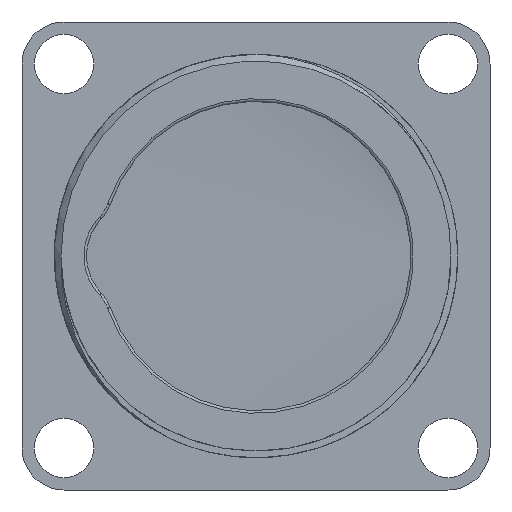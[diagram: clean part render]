
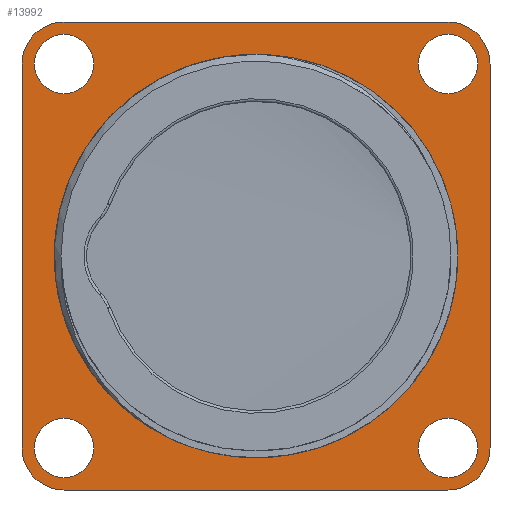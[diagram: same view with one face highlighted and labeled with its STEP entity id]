
A CAD part, left-side view. The second image highlights one B-rep face of the part: STEP entity #13992.
In plain terms, the highlighted planar face has unit normal (-1, 0, 0).
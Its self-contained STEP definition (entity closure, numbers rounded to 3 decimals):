
#324=FACE_BOUND('',#2181,.T.);
#325=FACE_BOUND('',#2182,.T.);
#326=FACE_BOUND('',#2183,.T.);
#327=FACE_BOUND('',#2184,.T.);
#328=FACE_BOUND('',#2185,.T.);
#478=PLANE('',#14904);
#788=CIRCLE('',#14746,13.5);
#789=CIRCLE('',#14747,13.5);
#807=CIRCLE('',#14774,2.2);
#808=CIRCLE('',#14775,2.2);
#810=CIRCLE('',#14778,2.2);
#811=CIRCLE('',#14779,2.2);
#813=CIRCLE('',#14782,2.2);
#814=CIRCLE('',#14783,2.2);
#816=CIRCLE('',#14786,2.2);
#817=CIRCLE('',#14787,2.2);
#900=CIRCLE('',#14905,3.125);
#901=CIRCLE('',#14906,3.125);
#902=CIRCLE('',#14907,3.125);
#903=CIRCLE('',#14908,3.125);
#1424=FACE_OUTER_BOUND('',#2180,.T.);
#2180=EDGE_LOOP('',(#9232,#9233,#9234,#9235,#9236,#9237,#9238,#9239));
#2181=EDGE_LOOP('',(#9240,#9241));
#2182=EDGE_LOOP('',(#9242,#9243));
#2183=EDGE_LOOP('',(#9244,#9245));
#2184=EDGE_LOOP('',(#9246,#9247));
#2185=EDGE_LOOP('',(#9248,#9249));
#3495=LINE('',#19599,#4450);
#3499=LINE('',#19608,#4454);
#3525=LINE('',#19982,#4480);
#3526=LINE('',#19989,#4481);
#4450=VECTOR('',#16035,10.);
#4454=VECTOR('',#16041,10.);
#4480=VECTOR('',#16329,10.);
#4481=VECTOR('',#16338,10.);
#5445=VERTEX_POINT('',#19416);
#5446=VERTEX_POINT('',#19418);
#5462=VERTEX_POINT('',#19596);
#5463=VERTEX_POINT('',#19598);
#5466=VERTEX_POINT('',#19605);
#5467=VERTEX_POINT('',#19607);
#5469=VERTEX_POINT('',#19613);
#5470=VERTEX_POINT('',#19614);
#5472=VERTEX_POINT('',#19621);
#5473=VERTEX_POINT('',#19622);
#5475=VERTEX_POINT('',#19629);
#5476=VERTEX_POINT('',#19630);
#5478=VERTEX_POINT('',#19637);
#5479=VERTEX_POINT('',#19638);
#5549=VERTEX_POINT('',#19978);
#5550=VERTEX_POINT('',#19980);
#5551=VERTEX_POINT('',#19986);
#5552=VERTEX_POINT('',#19988);
#6892=EDGE_CURVE('',#5445,#5446,#788,.T.);
#6893=EDGE_CURVE('',#5446,#5445,#789,.T.);
#6916=EDGE_CURVE('',#5462,#5463,#3495,.T.);
#6920=EDGE_CURVE('',#5466,#5467,#3499,.T.);
#6923=EDGE_CURVE('',#5469,#5470,#807,.T.);
#6924=EDGE_CURVE('',#5470,#5469,#808,.T.);
#6927=EDGE_CURVE('',#5472,#5473,#810,.T.);
#6928=EDGE_CURVE('',#5473,#5472,#811,.T.);
#6931=EDGE_CURVE('',#5475,#5476,#813,.T.);
#6932=EDGE_CURVE('',#5476,#5475,#814,.T.);
#6935=EDGE_CURVE('',#5478,#5479,#816,.T.);
#6936=EDGE_CURVE('',#5479,#5478,#817,.T.);
#7041=EDGE_CURVE('',#5550,#5549,#3525,.T.);
#7042=EDGE_CURVE('',#5466,#5549,#900,.T.);
#7043=EDGE_CURVE('',#5550,#5463,#901,.T.);
#7044=EDGE_CURVE('',#5462,#5551,#902,.T.);
#7045=EDGE_CURVE('',#5552,#5551,#3526,.T.);
#7046=EDGE_CURVE('',#5552,#5467,#903,.T.);
#9232=ORIENTED_EDGE('',*,*,#7042,.T.);
#9233=ORIENTED_EDGE('',*,*,#7041,.F.);
#9234=ORIENTED_EDGE('',*,*,#7043,.T.);
#9235=ORIENTED_EDGE('',*,*,#6916,.F.);
#9236=ORIENTED_EDGE('',*,*,#7044,.T.);
#9237=ORIENTED_EDGE('',*,*,#7045,.F.);
#9238=ORIENTED_EDGE('',*,*,#7046,.T.);
#9239=ORIENTED_EDGE('',*,*,#6920,.F.);
#9240=ORIENTED_EDGE('',*,*,#6893,.F.);
#9241=ORIENTED_EDGE('',*,*,#6892,.F.);
#9242=ORIENTED_EDGE('',*,*,#6923,.T.);
#9243=ORIENTED_EDGE('',*,*,#6924,.T.);
#9244=ORIENTED_EDGE('',*,*,#6927,.T.);
#9245=ORIENTED_EDGE('',*,*,#6928,.T.);
#9246=ORIENTED_EDGE('',*,*,#6931,.T.);
#9247=ORIENTED_EDGE('',*,*,#6932,.T.);
#9248=ORIENTED_EDGE('',*,*,#6935,.T.);
#9249=ORIENTED_EDGE('',*,*,#6936,.T.);
#13992=ADVANCED_FACE('',(#1424,#324,#325,#326,#327,#328),#478,.T.);
#14746=AXIS2_PLACEMENT_3D('',#19419,#15980,#15981);
#14747=AXIS2_PLACEMENT_3D('',#19420,#15982,#15983);
#14774=AXIS2_PLACEMENT_3D('',#19615,#16046,#16047);
#14775=AXIS2_PLACEMENT_3D('',#19616,#16048,#16049);
#14778=AXIS2_PLACEMENT_3D('',#19623,#16055,#16056);
#14779=AXIS2_PLACEMENT_3D('',#19624,#16057,#16058);
#14782=AXIS2_PLACEMENT_3D('',#19631,#16064,#16065);
#14783=AXIS2_PLACEMENT_3D('',#19632,#16066,#16067);
#14786=AXIS2_PLACEMENT_3D('',#19639,#16073,#16074);
#14787=AXIS2_PLACEMENT_3D('',#19640,#16075,#16076);
#14904=AXIS2_PLACEMENT_3D('',#19983,#16330,#16331);
#14905=AXIS2_PLACEMENT_3D('',#19984,#16332,#16333);
#14906=AXIS2_PLACEMENT_3D('',#19985,#16334,#16335);
#14907=AXIS2_PLACEMENT_3D('',#19987,#16336,#16337);
#14908=AXIS2_PLACEMENT_3D('',#19990,#16339,#16340);
#15980=DIRECTION('center_axis',(-1.,0.,0.));
#15981=DIRECTION('ref_axis',(0.,-1.,0.));
#15982=DIRECTION('center_axis',(-1.,0.,0.));
#15983=DIRECTION('ref_axis',(0.,-1.,0.));
#16035=DIRECTION('',(0.,0.,1.));
#16041=DIRECTION('',(0.,0.,-1.));
#16046=DIRECTION('center_axis',(1.,0.,0.));
#16047=DIRECTION('ref_axis',(0.,0.,1.));
#16048=DIRECTION('center_axis',(1.,0.,0.));
#16049=DIRECTION('ref_axis',(0.,0.,1.));
#16055=DIRECTION('center_axis',(1.,0.,0.));
#16056=DIRECTION('ref_axis',(0.,-1.,0.));
#16057=DIRECTION('center_axis',(1.,0.,0.));
#16058=DIRECTION('ref_axis',(0.,-1.,0.));
#16064=DIRECTION('center_axis',(1.,0.,0.));
#16065=DIRECTION('ref_axis',(0.,0.,-1.));
#16066=DIRECTION('center_axis',(1.,0.,0.));
#16067=DIRECTION('ref_axis',(0.,0.,-1.));
#16073=DIRECTION('center_axis',(1.,0.,0.));
#16074=DIRECTION('ref_axis',(0.,1.,0.));
#16075=DIRECTION('center_axis',(1.,0.,0.));
#16076=DIRECTION('ref_axis',(0.,1.,0.));
#16329=DIRECTION('',(0.,-1.,0.));
#16330=DIRECTION('center_axis',(-1.,0.,0.));
#16331=DIRECTION('ref_axis',(0.,0.,1.));
#16332=DIRECTION('center_axis',(-1.,0.,0.));
#16333=DIRECTION('ref_axis',(0.,1.,0.));
#16334=DIRECTION('center_axis',(-1.,0.,0.));
#16335=DIRECTION('ref_axis',(0.,0.,-1.));
#16336=DIRECTION('center_axis',(-1.,0.,0.));
#16337=DIRECTION('ref_axis',(0.,-1.,0.));
#16338=DIRECTION('',(0.,1.,0.));
#16339=DIRECTION('center_axis',(-1.,0.,0.));
#16340=DIRECTION('ref_axis',(0.,0.,1.));
#19416=CARTESIAN_POINT('',(38.,0.,13.5));
#19418=CARTESIAN_POINT('',(38.,13.5,0.));
#19419=CARTESIAN_POINT('Origin',(38.,0.,0.));
#19420=CARTESIAN_POINT('Origin',(38.,0.,0.));
#19596=CARTESIAN_POINT('',(38.,17.4,-14.275));
#19598=CARTESIAN_POINT('',(38.,17.4,14.275));
#19599=CARTESIAN_POINT('',(38.,17.4,8.7));
#19605=CARTESIAN_POINT('',(38.,-17.4,14.275));
#19607=CARTESIAN_POINT('',(38.,-17.4,-14.275));
#19608=CARTESIAN_POINT('',(38.,-17.4,-8.7));
#19613=CARTESIAN_POINT('',(38.,14.275,-12.075));
#19614=CARTESIAN_POINT('',(38.,14.275,-16.475));
#19615=CARTESIAN_POINT('Origin',(38.,14.275,-14.275));
#19616=CARTESIAN_POINT('Origin',(38.,14.275,-14.275));
#19621=CARTESIAN_POINT('',(38.,12.075,14.275));
#19622=CARTESIAN_POINT('',(38.,16.475,14.275));
#19623=CARTESIAN_POINT('Origin',(38.,14.275,14.275));
#19624=CARTESIAN_POINT('Origin',(38.,14.275,14.275));
#19629=CARTESIAN_POINT('',(38.,-14.275,12.075));
#19630=CARTESIAN_POINT('',(38.,-14.275,16.475));
#19631=CARTESIAN_POINT('Origin',(38.,-14.275,14.275));
#19632=CARTESIAN_POINT('Origin',(38.,-14.275,14.275));
#19637=CARTESIAN_POINT('',(38.,-12.075,-14.275));
#19638=CARTESIAN_POINT('',(38.,-16.475,-14.275));
#19639=CARTESIAN_POINT('Origin',(38.,-14.275,-14.275));
#19640=CARTESIAN_POINT('Origin',(38.,-14.275,-14.275));
#19978=CARTESIAN_POINT('',(38.,-14.275,17.4));
#19980=CARTESIAN_POINT('',(38.,14.275,17.4));
#19982=CARTESIAN_POINT('',(38.,-8.7,17.4));
#19983=CARTESIAN_POINT('Origin',(38.,17.4,0.));
#19984=CARTESIAN_POINT('Origin',(38.,-14.275,14.275));
#19985=CARTESIAN_POINT('Origin',(38.,14.275,14.275));
#19986=CARTESIAN_POINT('',(38.,14.275,-17.4));
#19987=CARTESIAN_POINT('Origin',(38.,14.275,-14.275));
#19988=CARTESIAN_POINT('',(38.,-14.275,-17.4));
#19989=CARTESIAN_POINT('',(38.,8.7,-17.4));
#19990=CARTESIAN_POINT('Origin',(38.,-14.275,-14.275));
